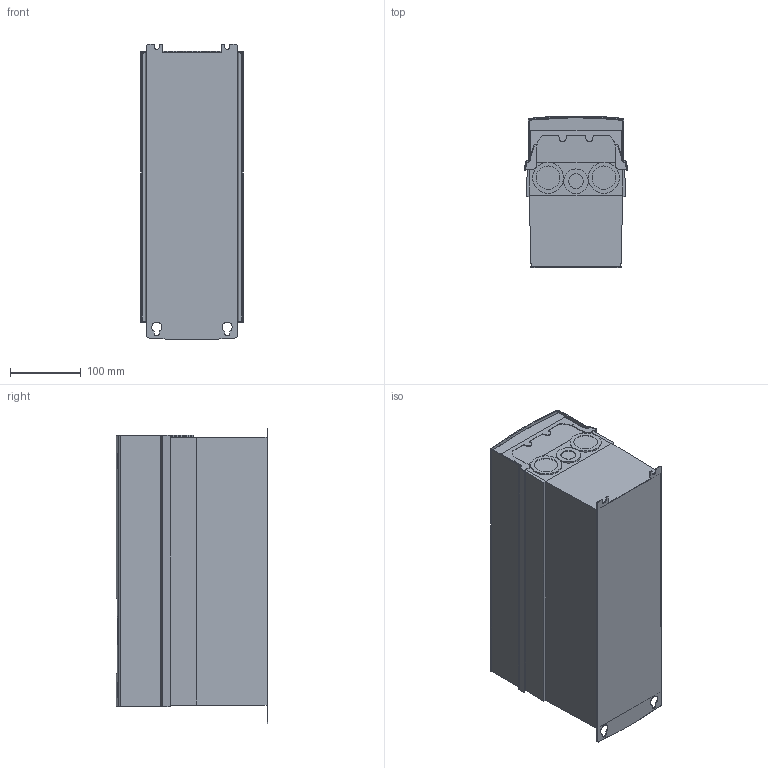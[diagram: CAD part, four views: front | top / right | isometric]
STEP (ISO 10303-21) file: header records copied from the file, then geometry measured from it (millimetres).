
FILE_DESCRIPTION((''),'2;1');
FILE_NAME('VACON_FR5_IP54_SB','2020-02-27T',('U377409'),('Danfoss Drives A/S'),'CREO PARAMETRIC BY PTC INC, 2018070','CREO PARAMETRIC BY PTC INC, 2018070','');
FILE_SCHEMA(('CONFIG_CONTROL_DESIGN','GEOMETRIC_VALIDATION_PROPERTIES_MIM'));
Length unit declared in the file: millimetre
Products named in the file (1): VACON_FR5_IP54_SB
Bounding box: 146 x 214.71 x 419.16 mm (x, y, z)
Volume: 10828884.4 mm3; surface area: 549517.6 mm2
Topology: 1 solids, 7 shells, 775 faces, 2111 edges, 1378 vertices
Faces by surface type: plane 354, cylinder 294, bspline 47, torus 40, cone 35, sphere 4, extrusion 1
Entity records: 32608 total; most frequent: CARTESIAN_POINT 10086, ORIENTED_EDGE 4206, DIRECTION 3883, EDGE_CURVE 2103, VERTEX_POINT 1378, AXIS2_PLACEMENT_3D 1355, VECTOR 1173, LINE 1172
